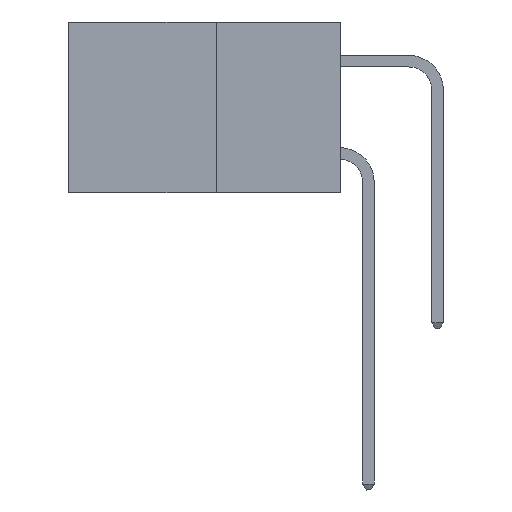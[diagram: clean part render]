
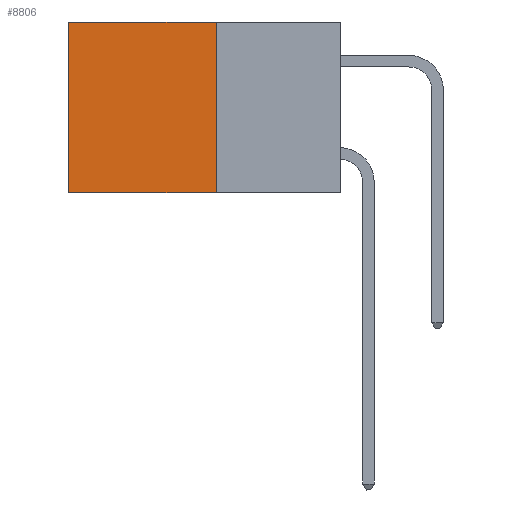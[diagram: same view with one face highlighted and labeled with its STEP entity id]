
A CAD part, left-side view. The second image highlights one B-rep face of the part: STEP entity #8806.
In plain terms, the highlighted planar face has unit normal (-1, 0, 0).
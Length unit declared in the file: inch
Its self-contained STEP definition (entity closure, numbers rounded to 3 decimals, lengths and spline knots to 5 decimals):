
#887 = LINE ( 'NONE', #15559, #24775 ) ;
#2264 = CARTESIAN_POINT ( 'NONE',  ( 0.277, 0.27, 0. ) ) ;
#2277 = PLANE ( 'NONE',  #4238 ) ;
#3119 = ORIENTED_EDGE ( 'NONE', *, *, #26442, .F. ) ;
#3703 = ORIENTED_EDGE ( 'NONE', *, *, #4037, .F. ) ;
#3745 = CARTESIAN_POINT ( 'NONE',  ( 0.277, 0.59, -0.37 ) ) ;
#4037 = EDGE_CURVE ( 'NONE', #10121, #29045, #887, .T. ) ;
#4238 = AXIS2_PLACEMENT_3D ( 'NONE', #11494, #18466, #4607 ) ;
#4607 = DIRECTION ( 'NONE',  ( 0., 0., -1. ) ) ;
#5737 = CARTESIAN_POINT ( 'NONE',  ( 0.277, 0.59, 0. ) ) ;
#7315 = DIRECTION ( 'NONE',  ( 0., 0., -1. ) ) ;
#8797 = ORIENTED_EDGE ( 'NONE', *, *, #16280, .T. ) ;
#8806 = ADVANCED_FACE ( 'NONE', ( #24614 ), #2277, .F. ) ;
#10121 = VERTEX_POINT ( 'NONE', #23224 ) ;
#10892 = DIRECTION ( 'NONE',  ( 0., 0., -1. ) ) ;
#11494 = CARTESIAN_POINT ( 'NONE',  ( 0.277, 0.27, -0.37 ) ) ;
#12403 = LINE ( 'NONE', #29191, #17809 ) ;
#14023 = ORIENTED_EDGE ( 'NONE', *, *, #28726, .T. ) ;
#14307 = CARTESIAN_POINT ( 'NONE',  ( 0.277, 0.27, 0. ) ) ;
#14517 = VERTEX_POINT ( 'NONE', #2264 ) ;
#15394 = DIRECTION ( 'NONE',  ( 0., 1., 0. ) ) ;
#15559 = CARTESIAN_POINT ( 'NONE',  ( 0.277, 0.27, -0.37 ) ) ;
#16280 = EDGE_CURVE ( 'NONE', #14517, #24218, #28191, .T. ) ;
#16600 = DIRECTION ( 'NONE',  ( 0., 1., 0. ) ) ;
#17344 = LINE ( 'NONE', #21165, #22763 ) ;
#17809 = VECTOR ( 'NONE', #10892, 39.37008 ) ;
#18466 = DIRECTION ( 'NONE',  ( 1., 0., 0. ) ) ;
#20514 = EDGE_LOOP ( 'NONE', ( #14023, #3703, #3119, #8797 ) ) ;
#21165 = CARTESIAN_POINT ( 'NONE',  ( 0.277, 0.59, -0.37 ) ) ;
#21389 = VECTOR ( 'NONE', #16600, 39.37008 ) ;
#22763 = VECTOR ( 'NONE', #7315, 39.37008 ) ;
#23224 = CARTESIAN_POINT ( 'NONE',  ( 0.277, 0.27, -0.37 ) ) ;
#24218 = VERTEX_POINT ( 'NONE', #5737 ) ;
#24614 = FACE_OUTER_BOUND ( 'NONE', #20514, .T. ) ;
#24775 = VECTOR ( 'NONE', #15394, 39.37008 ) ;
#26442 = EDGE_CURVE ( 'NONE', #14517, #10121, #12403, .T. ) ;
#28191 = LINE ( 'NONE', #14307, #21389 ) ;
#28726 = EDGE_CURVE ( 'NONE', #24218, #29045, #17344, .T. ) ;
#29045 = VERTEX_POINT ( 'NONE', #3745 ) ;
#29191 = CARTESIAN_POINT ( 'NONE',  ( 0.277, 0.27, -0.37 ) ) ;
